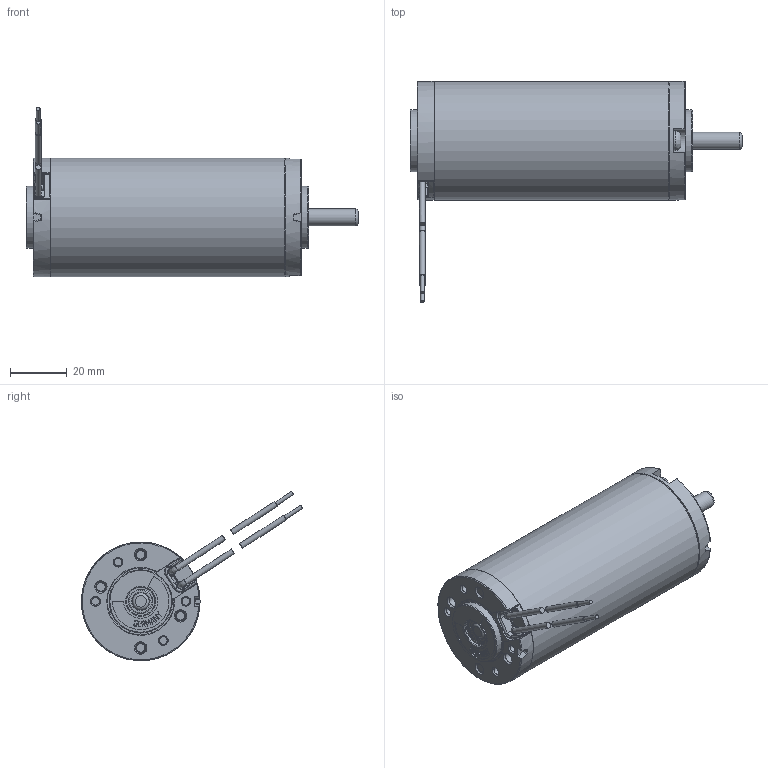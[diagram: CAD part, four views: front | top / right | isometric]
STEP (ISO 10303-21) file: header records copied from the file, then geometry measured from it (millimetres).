
FILE_DESCRIPTION(/* description */ (''),/* implementation_level */ '2;1');
FILE_NAME(/* name */ 'M42x40.stp',/* time_stamp */ '2014-01-31T13:56:30+01:00',/* author */ ('KÃ¤hlig'),/* organization */ ('KÃ¤hlig Antriebstechnik GmbH'),/* preprocessor_version */ 'ST-DEVELOPER v11',/* originating_system */ 'SIEMENS UGS NX 6.0',/* authorisation */ 'Weitergabe an dritte nicht zulÃ¤ssig');
FILE_SCHEMA (('AUTOMOTIVE_DESIGN { 1 0 10303 214 1 1 1 1 }'));
Length unit declared in the file: millimetre
Products named in the file (1): Schi3EFC9gix
Bounding box: 117.5 x 78.31 x 59.97 mm (x, y, z)
Volume: 47836.1 mm3; surface area: 47826.4 mm2
Topology: 22 solids, 22 shells, 2461 faces, 5925 edges, 3794 vertices
Faces by surface type: plane 1665, cylinder 422, torus 184, cone 98, bspline 43, sphere 37, extrusion 12
Full cylindrical faces by diameter (mm): 1 x2, 1.2 x4, 1.4 x2, 1.5 x1, 2 x2, 2.7 x10, 3 x2, 3.3 x2, 3.4 x2, 3.6 x8, 3.9 x2, 4 x4, 4.2 x2, 6 x3, 7 x2, 8.05 x4, 8.63 x4, 10 x2, 11.54 x4, 13.46 x4, 15.083 x4, 16 x1, 16.2 x1, 16.5 x1, 19 x4, 21.4 x1, 22 x2, 23.5 x1, 25 x1, 38 x1
Entity records: 76353 total; most frequent: CARTESIAN_POINT 19143, ORIENTED_EDGE 11246, DIRECTION 11146, EDGE_CURVE 5623, VECTOR 3938, LINE 3926, VERTEX_POINT 3748, AXIS2_PLACEMENT_3D 3604
